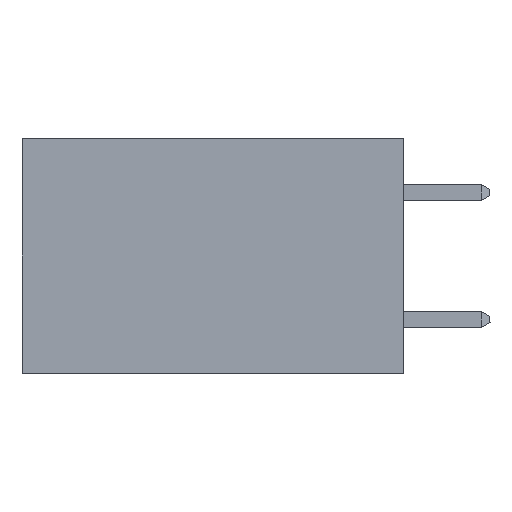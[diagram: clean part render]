
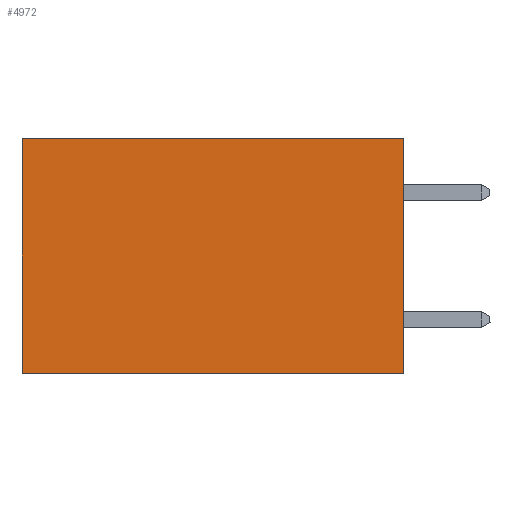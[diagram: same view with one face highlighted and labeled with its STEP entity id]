
A CAD part, left-side view. The second image highlights one B-rep face of the part: STEP entity #4972.
In plain terms, the highlighted planar face has unit normal (-1, 0, 0).
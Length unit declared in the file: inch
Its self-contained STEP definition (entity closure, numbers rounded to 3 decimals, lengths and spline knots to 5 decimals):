
#37 = EDGE_CURVE ( 'NONE', #1089, #14648, #9308, .T. ) ;
#259 = DIRECTION ( 'NONE',  ( 1., 0., 0. ) ) ;
#1089 = VERTEX_POINT ( 'NONE', #14742 ) ;
#2006 = CARTESIAN_POINT ( 'NONE',  ( 0.2875, 0.6, -0.37 ) ) ;
#2587 = CARTESIAN_POINT ( 'NONE',  ( 0.2875, 0., 0. ) ) ;
#3085 = CARTESIAN_POINT ( 'NONE',  ( 0.2875, 0., -0.37 ) ) ;
#3407 = LINE ( 'NONE', #7982, #11692 ) ;
#3657 = ORIENTED_EDGE ( 'NONE', *, *, #5854, .F. ) ;
#3905 = VECTOR ( 'NONE', #5722, 39.37008 ) ;
#4272 = DIRECTION ( 'NONE',  ( 0., 1., 0. ) ) ;
#4644 = AXIS2_PLACEMENT_3D ( 'NONE', #15246, #259, #11919 ) ;
#4955 = ORIENTED_EDGE ( 'NONE', *, *, #37, .F. ) ;
#4972 = ADVANCED_FACE ( 'NONE', ( #6145 ), #18534, .F. ) ;
#5215 = VERTEX_POINT ( 'NONE', #9640 ) ;
#5722 = DIRECTION ( 'NONE',  ( 0., 0., -1. ) ) ;
#5854 = EDGE_CURVE ( 'NONE', #5215, #1089, #3407, .T. ) ;
#6145 = FACE_OUTER_BOUND ( 'NONE', #13714, .T. ) ;
#7982 = CARTESIAN_POINT ( 'NONE',  ( 0.2875, 0., 0. ) ) ;
#8203 = CARTESIAN_POINT ( 'NONE',  ( 0.2875, 0.6, 0. ) ) ;
#9308 = LINE ( 'NONE', #3085, #17075 ) ;
#9640 = CARTESIAN_POINT ( 'NONE',  ( 0.2875, 0., 0. ) ) ;
#10237 = ORIENTED_EDGE ( 'NONE', *, *, #14759, .T. ) ;
#11566 = VECTOR ( 'NONE', #4272, 39.37008 ) ;
#11692 = VECTOR ( 'NONE', #19505, 39.37008 ) ;
#11919 = DIRECTION ( 'NONE',  ( 0., 0., -1. ) ) ;
#12717 = LINE ( 'NONE', #17261, #3905 ) ;
#13714 = EDGE_LOOP ( 'NONE', ( #10237, #4955, #3657, #19274 ) ) ;
#14113 = DIRECTION ( 'NONE',  ( 0., 1., 0. ) ) ;
#14648 = VERTEX_POINT ( 'NONE', #2006 ) ;
#14742 = CARTESIAN_POINT ( 'NONE',  ( 0.2875, 0., -0.37 ) ) ;
#14759 = EDGE_CURVE ( 'NONE', #15730, #14648, #12717, .T. ) ;
#15246 = CARTESIAN_POINT ( 'NONE',  ( 0.2875, 0., 0. ) ) ;
#15517 = LINE ( 'NONE', #2587, #11566 ) ;
#15730 = VERTEX_POINT ( 'NONE', #8203 ) ;
#16978 = EDGE_CURVE ( 'NONE', #5215, #15730, #15517, .T. ) ;
#17075 = VECTOR ( 'NONE', #14113, 39.37008 ) ;
#17261 = CARTESIAN_POINT ( 'NONE',  ( 0.2875, 0.6, 0. ) ) ;
#18534 = PLANE ( 'NONE',  #4644 ) ;
#19274 = ORIENTED_EDGE ( 'NONE', *, *, #16978, .T. ) ;
#19505 = DIRECTION ( 'NONE',  ( 0., 0., -1. ) ) ;
